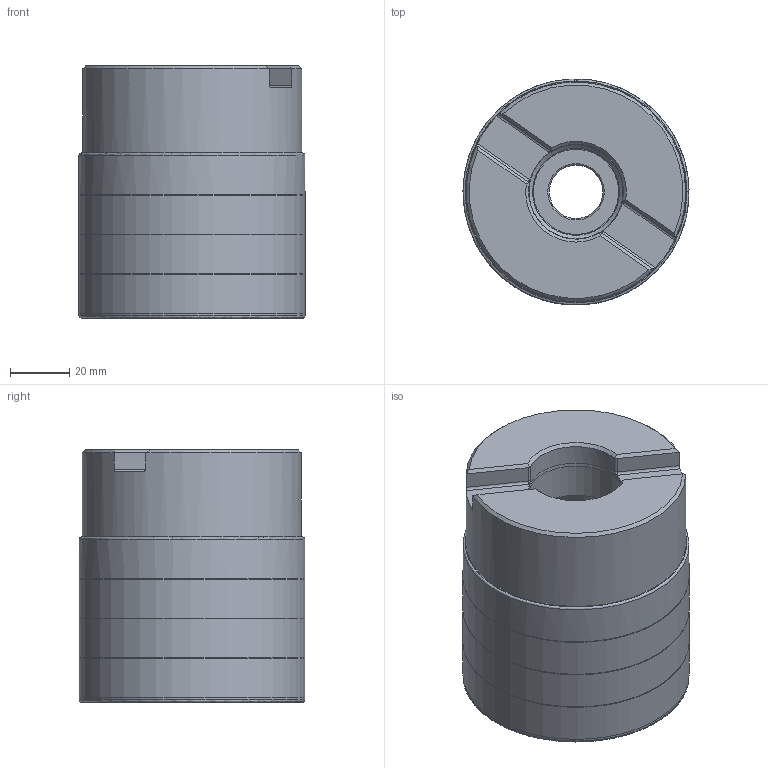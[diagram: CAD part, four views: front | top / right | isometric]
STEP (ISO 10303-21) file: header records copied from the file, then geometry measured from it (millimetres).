
FILE_DESCRIPTION(/* description */ (''),/* implementation_level */ '2;1');
FILE_NAME(/* name */ '202745635ndi000_00.stp',/* time_stamp */ '2019-12-09T12:15:26+01:00',/* author */ (''),/* organization */ (''),/* preprocessor_version */ 'ST-DEVELOPER v16.7',/* originating_system */ 'SIEMENS PLM Software NX 12.0',/* authorisation */ '');
FILE_SCHEMA (('AUTOMOTIVE_DESIGN { 1 0 10303 214 3 1 1 1 }'));
Length unit declared in the file: millimetre
Products named in the file (1): mp5436B4F5788tb6
Bounding box: 76.14 x 76.08 x 85 mm (x, y, z)
Volume: 416842.2 mm3; surface area: 61866.3 mm2
Topology: 2 solids, 2 shells, 90 faces, 210 edges, 124 vertices
Faces by surface type: revolution 25, cylinder 23, plane 16, cone 15, torus 11
Full cylindrical faces by diameter (mm): 18 x1, 27 x1, 31.758 x1, 31.95 x1, 73.946 x1
Entity records: 2763 total; most frequent: CARTESIAN_POINT 991, DIRECTION 339, ORIENTED_EDGE 298, EDGE_CURVE 149, EDGE_LOOP 142, AXIS2_PLACEMENT_3D 139, VERTEX_POINT 111, FACE_BOUND 104
